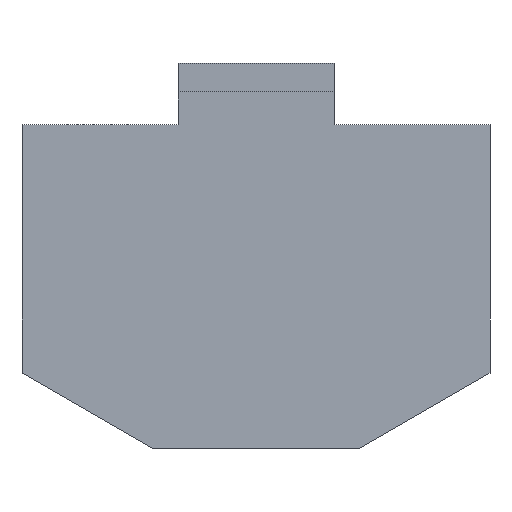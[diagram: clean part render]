
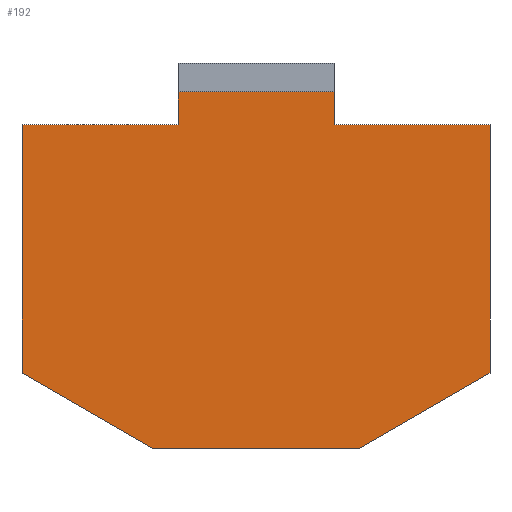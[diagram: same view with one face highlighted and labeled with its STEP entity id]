
A CAD part, left-side view. The second image highlights one B-rep face of the part: STEP entity #192.
In plain terms, the highlighted planar face has unit normal (-1, 0, 0).
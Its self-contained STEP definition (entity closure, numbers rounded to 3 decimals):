
#51=FACE_OUTER_BOUND('',#266,.T.);
#76=LINE('',#915,#132);
#82=LINE('',#939,#138);
#83=LINE('',#941,#139);
#84=LINE('',#943,#140);
#85=LINE('',#945,#141);
#86=LINE('',#947,#142);
#87=LINE('',#949,#143);
#88=LINE('',#951,#144);
#89=LINE('',#953,#145);
#90=LINE('',#955,#146);
#132=VECTOR('',#735,1.);
#138=VECTOR('',#761,1.);
#139=VECTOR('',#762,1.);
#140=VECTOR('',#763,1.);
#141=VECTOR('',#764,1.);
#142=VECTOR('',#765,1.);
#143=VECTOR('',#766,1.);
#144=VECTOR('',#767,1.);
#145=VECTOR('',#768,1.);
#146=VECTOR('',#769,1.);
#192=ADVANCED_FACE('',(#51),#225,.F.);
#225=PLANE('',#670);
#266=EDGE_LOOP('',(#327,#328,#329,#330,#331,#332,#333,#334,#335,#336));
#327=ORIENTED_EDGE('',*,*,#536,.F.);
#328=ORIENTED_EDGE('',*,*,#537,.T.);
#329=ORIENTED_EDGE('',*,*,#538,.F.);
#330=ORIENTED_EDGE('',*,*,#539,.F.);
#331=ORIENTED_EDGE('',*,*,#540,.F.);
#332=ORIENTED_EDGE('',*,*,#541,.F.);
#333=ORIENTED_EDGE('',*,*,#542,.F.);
#334=ORIENTED_EDGE('',*,*,#543,.F.);
#335=ORIENTED_EDGE('',*,*,#544,.F.);
#336=ORIENTED_EDGE('',*,*,#524,.F.);
#470=VERTEX_POINT('',#914);
#471=VERTEX_POINT('',#916);
#479=VERTEX_POINT('',#940);
#480=VERTEX_POINT('',#942);
#481=VERTEX_POINT('',#944);
#482=VERTEX_POINT('',#946);
#483=VERTEX_POINT('',#948);
#484=VERTEX_POINT('',#950);
#485=VERTEX_POINT('',#952);
#486=VERTEX_POINT('',#954);
#524=EDGE_CURVE('',#470,#471,#76,.T.);
#536=EDGE_CURVE('',#479,#470,#82,.T.);
#537=EDGE_CURVE('',#479,#480,#83,.T.);
#538=EDGE_CURVE('',#481,#480,#84,.T.);
#539=EDGE_CURVE('',#482,#481,#85,.T.);
#540=EDGE_CURVE('',#483,#482,#86,.T.);
#541=EDGE_CURVE('',#484,#483,#87,.T.);
#542=EDGE_CURVE('',#485,#484,#88,.T.);
#543=EDGE_CURVE('',#486,#485,#89,.T.);
#544=EDGE_CURVE('',#471,#486,#90,.T.);
#670=AXIS2_PLACEMENT_3D('',#956,#770,#771);
#735=DIRECTION('',(0.,-1.,0.));
#761=DIRECTION('',(0.,0.,-1.));
#762=DIRECTION('',(0.,1.,0.));
#763=DIRECTION('',(0.,0.,1.));
#764=DIRECTION('',(0.,-1.,0.));
#765=DIRECTION('',(0.,0.,1.));
#766=DIRECTION('',(0.,0.866,0.5));
#767=DIRECTION('',(0.,1.,0.));
#768=DIRECTION('',(0.,0.866,-0.5));
#769=DIRECTION('',(0.,0.,-1.));
#770=DIRECTION('',(1.,0.,0.));
#771=DIRECTION('',(0.,1.,0.));
#914=CARTESIAN_POINT('',(-75.,-19.,0.));
#915=CARTESIAN_POINT('',(-75.,-19.,0.));
#916=CARTESIAN_POINT('',(-75.,-57.,0.));
#939=CARTESIAN_POINT('',(-75.,-19.,15.));
#940=CARTESIAN_POINT('',(-75.,-19.,8.));
#941=CARTESIAN_POINT('',(-75.,-57.,8.));
#942=CARTESIAN_POINT('',(-75.,19.,8.));
#943=CARTESIAN_POINT('',(-75.,19.,0.));
#944=CARTESIAN_POINT('',(-75.,19.,0.));
#945=CARTESIAN_POINT('',(-75.,57.,0.));
#946=CARTESIAN_POINT('',(-75.,57.,0.));
#947=CARTESIAN_POINT('',(-75.,57.,-60.525));
#948=CARTESIAN_POINT('',(-75.,57.,-60.525));
#949=CARTESIAN_POINT('',(-75.,25.,-79.));
#950=CARTESIAN_POINT('',(-75.,25.,-79.));
#951=CARTESIAN_POINT('',(-75.,-25.,-79.));
#952=CARTESIAN_POINT('',(-75.,-25.,-79.));
#953=CARTESIAN_POINT('',(-75.,-57.,-60.525));
#954=CARTESIAN_POINT('',(-75.,-57.,-60.525));
#955=CARTESIAN_POINT('',(-75.,-57.,0.));
#956=CARTESIAN_POINT('',(-75.,-57.,0.));
